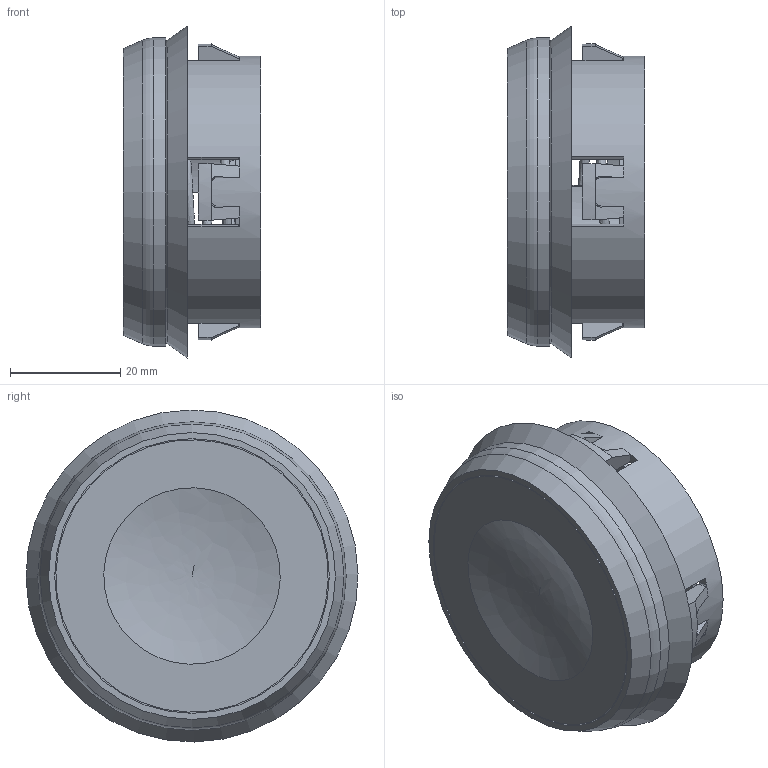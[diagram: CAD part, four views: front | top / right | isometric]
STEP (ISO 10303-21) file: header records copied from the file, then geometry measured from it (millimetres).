
FILE_DESCRIPTION(/* description */ ('Sicherheits-DAE ARSD geschlossen'),/* implementation_level */ '2;1');
FILE_NAME(/* name */ '50ARSD1002-RST.stp',/* time_stamp */ '2022-06-21T13:49:21+02:00',/* author */ ('sl'),/* organization */ (''),/* preprocessor_version */ 'ST-DEVELOPER v16.5',/* originating_system */ 'Autodesk Inventor 2017',/* authorisation */ '');
FILE_SCHEMA (('AUTOMOTIVE_DESIGN { 1 0 10303 214 3 1 1 }'));
Length unit declared in the file: millimetre
Products named in the file (7): 50ARSD1002; 50ARSD1002_1; ARSD-01-BT-0008-50ARSD1002; 50ARSD1002_2; ARSD-01-BT-0005-50ARSD1002; 50ARSD1002_3; 50ARSD1002_4
Assembly tree (6 placements, depth 2):
  50ARSD1002
    50ARSD1002_1
    ARSD-01-BT-0008-50ARSD1002
    50ARSD1002_2
    ARSD-01-BT-0005-50ARSD1002
    50ARSD1002_3
    50ARSD1002_4
Bounding box: 24.83 x 60.13 x 60.13 mm (x, y, z)
Volume: 19759.8 mm3; surface area: 26340.6 mm2
Topology: 6 solids, 6 shells, 199 faces, 508 edges, 325 vertices
Faces by surface type: plane 104, cylinder 66, cone 22, bspline 4, torus 3
Full cylindrical faces by diameter (mm): 37.21 x1, 40.43 x1, 41.17 x1, 41.86 x1, 42.46 x1, 43.49 x1, 45.45 x1, 47.2 x1, 47.6 x1, 49.1 x1, 49.12 x1, 49.34 x1, 49.75 x1, 51.13 x1, 55.84 x1
Entity records: 6980 total; most frequent: CARTESIAN_POINT 2009, DIRECTION 1045, ORIENTED_EDGE 944, EDGE_CURVE 472, AXIS2_PLACEMENT_3D 409, VERTEX_POINT 321, EDGE_LOOP 257, LINE 227
